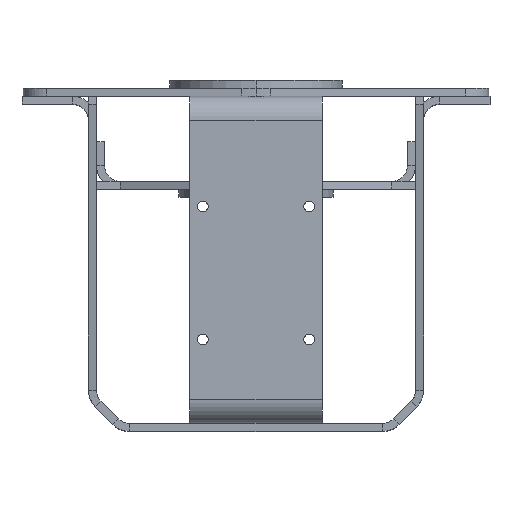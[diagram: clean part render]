
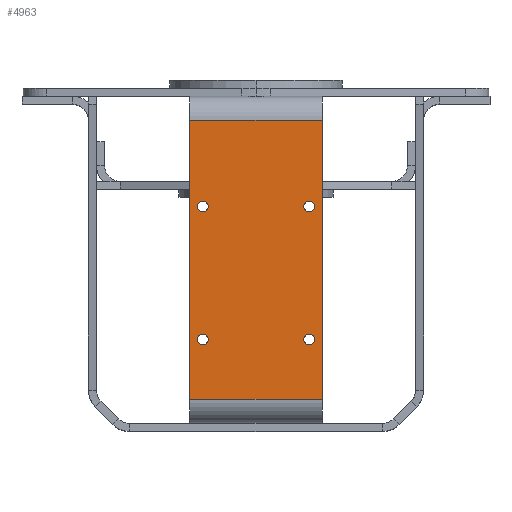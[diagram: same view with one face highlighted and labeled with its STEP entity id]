
A CAD part, top view. The second image highlights one B-rep face of the part: STEP entity #4963.
In plain terms, the highlighted face is planar.
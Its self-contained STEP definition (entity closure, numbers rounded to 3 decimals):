
#186 = ORIENTED_EDGE ( 'NONE', *, *, #21172, .T. ) ;
#255 = CARTESIAN_POINT ( 'NONE',  ( 25., -3., -17.975 ) ) ;
#350 = CARTESIAN_POINT ( 'NONE',  ( -57.5, -3., 25. ) ) ;
#370 = EDGE_CURVE ( 'NONE', #23813, #15775, #23904, .T. ) ;
#1124 = DIRECTION ( 'NONE',  ( 0., -1., 0. ) ) ;
#1177 = EDGE_CURVE ( 'NONE', #13546, #3644, #4264, .T. ) ;
#1833 = EDGE_CURVE ( 'NONE', #3644, #13546, #2337, .T. ) ;
#1896 = EDGE_CURVE ( 'NONE', #5770, #7477, #18628, .T. ) ;
#2134 = EDGE_LOOP ( 'NONE', ( #11977, #15627, #8767, #186 ) ) ;
#2337 = CIRCLE ( 'NONE', #14310, 2.025 ) ;
#2599 = FACE_OUTER_BOUND ( 'NONE', #2134, .T. ) ;
#2792 = CARTESIAN_POINT ( 'NONE',  ( -25., -3., 22.025 ) ) ;
#3360 = VERTEX_POINT ( 'NONE', #10425 ) ;
#3579 = DIRECTION ( 'NONE',  ( 0., 0., -1. ) ) ;
#3644 = VERTEX_POINT ( 'NONE', #5704 ) ;
#3865 = CARTESIAN_POINT ( 'NONE',  ( -25., -3., -20. ) ) ;
#3979 = VECTOR ( 'NONE', #9304, 1000. ) ;
#3999 = DIRECTION ( 'NONE',  ( 0., -1., 0. ) ) ;
#4161 = FACE_BOUND ( 'NONE', #16088, .T. ) ;
#4178 = CIRCLE ( 'NONE', #9938, 2.025 ) ;
#4264 = CIRCLE ( 'NONE', #17736, 2.025 ) ;
#4963 = ADVANCED_FACE ( 'NONE', ( #11752, #7780, #15128, #4161, #2599 ), #9937, .T. ) ;
#5110 = CARTESIAN_POINT ( 'NONE',  ( -25., -3., -20. ) ) ;
#5424 = AXIS2_PLACEMENT_3D ( 'NONE', #7883, #15353, #15596 ) ;
#5704 = CARTESIAN_POINT ( 'NONE',  ( 25., -3., 22.025 ) ) ;
#5770 = VERTEX_POINT ( 'NONE', #10347 ) ;
#6021 = DIRECTION ( 'NONE',  ( 0., 0., -1. ) ) ;
#6494 = CARTESIAN_POINT ( 'NONE',  ( -63.5, -3., -25. ) ) ;
#6712 = EDGE_CURVE ( 'NONE', #3360, #13649, #11288, .T. ) ;
#6762 = DIRECTION ( 'NONE',  ( 1., 0., 0. ) ) ;
#7111 = CARTESIAN_POINT ( 'NONE',  ( 25., -3., -22.025 ) ) ;
#7131 = DIRECTION ( 'NONE',  ( 0., 0., -1. ) ) ;
#7216 = ORIENTED_EDGE ( 'NONE', *, *, #6712, .F. ) ;
#7477 = VERTEX_POINT ( 'NONE', #21936 ) ;
#7780 = FACE_BOUND ( 'NONE', #12098, .T. ) ;
#7870 = DIRECTION ( 'NONE',  ( 0., -1., 0. ) ) ;
#7883 = CARTESIAN_POINT ( 'NONE',  ( 25., -3., -20. ) ) ;
#8672 = EDGE_CURVE ( 'NONE', #15695, #9984, #23177, .T. ) ;
#8767 = ORIENTED_EDGE ( 'NONE', *, *, #10314, .F. ) ;
#9096 = ORIENTED_EDGE ( 'NONE', *, *, #8672, .F. ) ;
#9204 = ORIENTED_EDGE ( 'NONE', *, *, #370, .F. ) ;
#9304 = DIRECTION ( 'NONE',  ( 0., 0., -1. ) ) ;
#9377 = VECTOR ( 'NONE', #15656, 1000. ) ;
#9388 = DIRECTION ( 'NONE',  ( 0., -1., 0. ) ) ;
#9909 = EDGE_CURVE ( 'NONE', #13649, #3360, #4178, .T. ) ;
#9937 = PLANE ( 'NONE',  #19702 ) ;
#9938 = AXIS2_PLACEMENT_3D ( 'NONE', #5110, #1124, #12570 ) ;
#9984 = VERTEX_POINT ( 'NONE', #255 ) ;
#10018 = DIRECTION ( 'NONE',  ( 0., -1., 0. ) ) ;
#10314 = EDGE_CURVE ( 'NONE', #11715, #7477, #21387, .T. ) ;
#10347 = CARTESIAN_POINT ( 'NONE',  ( 47.5, -3., -25. ) ) ;
#10366 = VECTOR ( 'NONE', #6762, 1000. ) ;
#10425 = CARTESIAN_POINT ( 'NONE',  ( -25., -3., -22.025 ) ) ;
#10615 = CARTESIAN_POINT ( 'NONE',  ( -63.5, -3., 25. ) ) ;
#10658 = CARTESIAN_POINT ( 'NONE',  ( -25., -3., -17.975 ) ) ;
#10725 = AXIS2_PLACEMENT_3D ( 'NONE', #22486, #3999, #6021 ) ;
#10777 = CARTESIAN_POINT ( 'NONE',  ( 25., -3., 17.975 ) ) ;
#10923 = EDGE_LOOP ( 'NONE', ( #20871, #9204 ) ) ;
#11288 = CIRCLE ( 'NONE', #17077, 2.025 ) ;
#11350 = CARTESIAN_POINT ( 'NONE',  ( -57.5, -3., 25. ) ) ;
#11388 = ORIENTED_EDGE ( 'NONE', *, *, #1833, .F. ) ;
#11503 = CARTESIAN_POINT ( 'NONE',  ( 0., -3., 0. ) ) ;
#11715 = VERTEX_POINT ( 'NONE', #350 ) ;
#11752 = FACE_BOUND ( 'NONE', #15378, .T. ) ;
#11836 = CARTESIAN_POINT ( 'NONE',  ( -25., -3., 20. ) ) ;
#11977 = ORIENTED_EDGE ( 'NONE', *, *, #22801, .F. ) ;
#12098 = EDGE_LOOP ( 'NONE', ( #7216, #14880 ) ) ;
#12570 = DIRECTION ( 'NONE',  ( 0., 0., -1. ) ) ;
#13318 = CARTESIAN_POINT ( 'NONE',  ( -57.5, -3., -25. ) ) ;
#13406 = DIRECTION ( 'NONE',  ( 0., 0., -1. ) ) ;
#13546 = VERTEX_POINT ( 'NONE', #10777 ) ;
#13649 = VERTEX_POINT ( 'NONE', #10658 ) ;
#13735 = VECTOR ( 'NONE', #22416, 1000. ) ;
#14247 = DIRECTION ( 'NONE',  ( 0., -1., 0. ) ) ;
#14310 = AXIS2_PLACEMENT_3D ( 'NONE', #14652, #14531, #3579 ) ;
#14531 = DIRECTION ( 'NONE',  ( 0., -1., 0. ) ) ;
#14618 = VERTEX_POINT ( 'NONE', #13318 ) ;
#14652 = CARTESIAN_POINT ( 'NONE',  ( 25., -3., 20. ) ) ;
#14880 = ORIENTED_EDGE ( 'NONE', *, *, #9909, .F. ) ;
#14970 = LINE ( 'NONE', #11350, #3979 ) ;
#15128 = FACE_BOUND ( 'NONE', #10923, .T. ) ;
#15353 = DIRECTION ( 'NONE',  ( 0., -1., 0. ) ) ;
#15378 = EDGE_LOOP ( 'NONE', ( #9096, #20258 ) ) ;
#15596 = DIRECTION ( 'NONE',  ( 0., 0., -1. ) ) ;
#15627 = ORIENTED_EDGE ( 'NONE', *, *, #1896, .T. ) ;
#15656 = DIRECTION ( 'NONE',  ( -1., 0., 0. ) ) ;
#15695 = VERTEX_POINT ( 'NONE', #7111 ) ;
#15775 = VERTEX_POINT ( 'NONE', #20255 ) ;
#16088 = EDGE_LOOP ( 'NONE', ( #21032, #11388 ) ) ;
#16573 = CIRCLE ( 'NONE', #17340, 2.025 ) ;
#17077 = AXIS2_PLACEMENT_3D ( 'NONE', #3865, #9388, #21989 ) ;
#17340 = AXIS2_PLACEMENT_3D ( 'NONE', #11836, #7870, #13406 ) ;
#17683 = EDGE_CURVE ( 'NONE', #9984, #15695, #18056, .T. ) ;
#17736 = AXIS2_PLACEMENT_3D ( 'NONE', #22611, #10018, #19073 ) ;
#17955 = LINE ( 'NONE', #6494, #9377 ) ;
#18054 = AXIS2_PLACEMENT_3D ( 'NONE', #21767, #14247, #7131 ) ;
#18056 = CIRCLE ( 'NONE', #10725, 2.025 ) ;
#18628 = LINE ( 'NONE', #18862, #13735 ) ;
#18862 = CARTESIAN_POINT ( 'NONE',  ( 47.5, -3., -25. ) ) ;
#18869 = DIRECTION ( 'NONE',  ( 0., -1., 0. ) ) ;
#19073 = DIRECTION ( 'NONE',  ( 0., 0., -1. ) ) ;
#19702 = AXIS2_PLACEMENT_3D ( 'NONE', #11503, #18869, #22919 ) ;
#20255 = CARTESIAN_POINT ( 'NONE',  ( -25., -3., 17.975 ) ) ;
#20258 = ORIENTED_EDGE ( 'NONE', *, *, #17683, .F. ) ;
#20871 = ORIENTED_EDGE ( 'NONE', *, *, #23411, .F. ) ;
#21032 = ORIENTED_EDGE ( 'NONE', *, *, #1177, .F. ) ;
#21172 = EDGE_CURVE ( 'NONE', #11715, #14618, #14970, .T. ) ;
#21387 = LINE ( 'NONE', #10615, #10366 ) ;
#21767 = CARTESIAN_POINT ( 'NONE',  ( -25., -3., 20. ) ) ;
#21936 = CARTESIAN_POINT ( 'NONE',  ( 47.5, -3., 25. ) ) ;
#21989 = DIRECTION ( 'NONE',  ( 0., 0., -1. ) ) ;
#22416 = DIRECTION ( 'NONE',  ( 0., 0., 1. ) ) ;
#22486 = CARTESIAN_POINT ( 'NONE',  ( 25., -3., -20. ) ) ;
#22611 = CARTESIAN_POINT ( 'NONE',  ( 25., -3., 20. ) ) ;
#22801 = EDGE_CURVE ( 'NONE', #5770, #14618, #17955, .T. ) ;
#22919 = DIRECTION ( 'NONE',  ( 0., 0., -1. ) ) ;
#23177 = CIRCLE ( 'NONE', #5424, 2.025 ) ;
#23411 = EDGE_CURVE ( 'NONE', #15775, #23813, #16573, .T. ) ;
#23813 = VERTEX_POINT ( 'NONE', #2792 ) ;
#23904 = CIRCLE ( 'NONE', #18054, 2.025 ) ;
